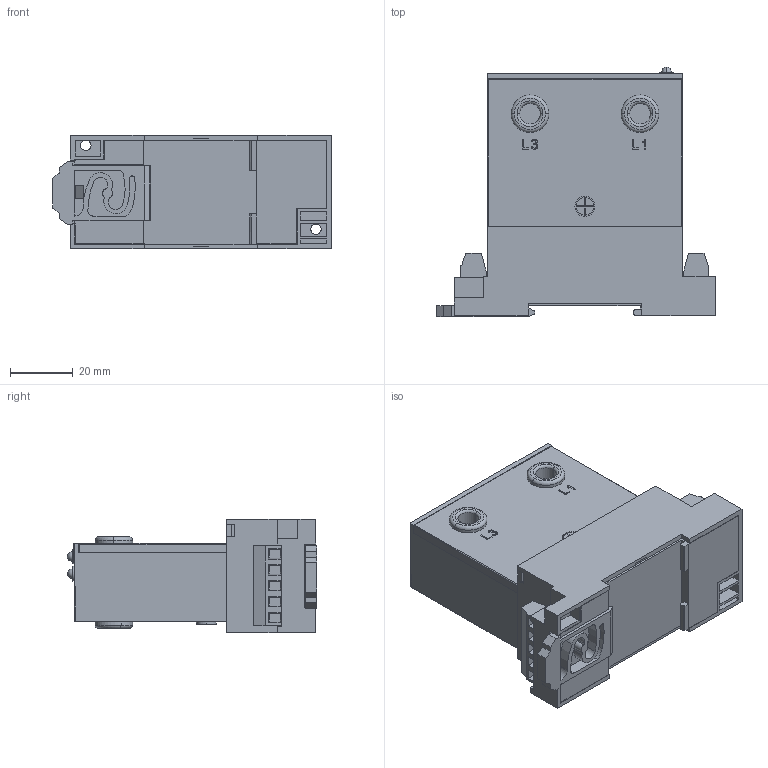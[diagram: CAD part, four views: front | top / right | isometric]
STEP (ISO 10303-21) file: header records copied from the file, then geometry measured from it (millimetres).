
FILE_DESCRIPTION (( 'STEP AP203' ), '1' );
FILE_NAME ('Transducer CRD Power Two Hole-2018.STEP', '2018-01-04T16:49:34', ( '' ), ( '' ), 'SwSTEP 2.0', 'SolidWorks 2018', '' );
FILE_SCHEMA (( 'CONFIG_CONTROL_DESIGN' ));
Length unit declared in the file: inch
Products named in the file (12): M000713-Term-Block-PCB-5-4-3-Space; M000713-Term-Block-PCB-5-4-3-Space_4-space; M001553-Cover, Trans Lowr Base Trimpot; M001558A-Case, Trans Tall - No Hole_S001558-1L; M001560A -Cover, Trans Tall - No Hole_S001560-2-PP; M001559 insert, transducer small hole; M001550-Cover, Trans Low Base - Bottom; M002278-LED_Cut Leads; M001551 RevB - Clip, Trans Mounting - Din Rail_Reinforced; M002285-LED GREEN_CUT LEADS; M001552 - Base, Trans Lower - Universal; Transducer CRD Power Two Hole-2018
Assembly tree (14 placements, depth 2):
  Transducer CRD Power Two Hole-2018
    M001550-Cover, Trans Low Base - Bottom
    M001551 RevB - Clip, Trans Mounting - Din Rail_Reinforced
    M001552 - Base, Trans Lower - Universal
    M000713-Term-Block-PCB-5-4-3-Space
    M000713-Term-Block-PCB-5-4-3-Space_4-space
    M001553-Cover, Trans Lowr Base Trimpot
    M001558A-Case, Trans Tall - No Hole_S001558-1L
    M001560A -Cover, Trans Tall - No Hole_S001560-2-PP
    M001559 insert, transducer small hole  x4
    M002278-LED_Cut Leads
    M002285-LED GREEN_CUT LEADS
Bounding box: 88.59 x 79.3 x 36.09 mm (x, y, z)
Volume: 42265.7 mm3; surface area: 51129.9 mm2
Topology: 15 solids, 15 shells, 740 faces, 1880 edges, 1235 vertices
Faces by surface type: plane 530, cylinder 167, torus 21, bspline 18, sphere 4
Entity records: 23379 total; most frequent: CARTESIAN_POINT 4730, ORIENTED_EDGE 3592, DIRECTION 3462, EDGE_CURVE 1796, VECTOR 1432, LINE 1432, VERTEX_POINT 1187, AXIS2_PLACEMENT_3D 1015
